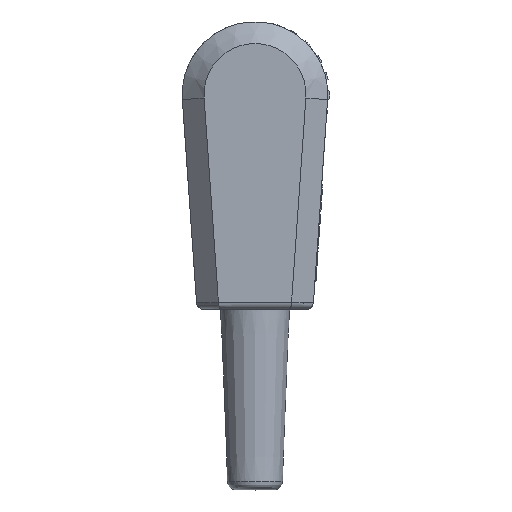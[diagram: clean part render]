
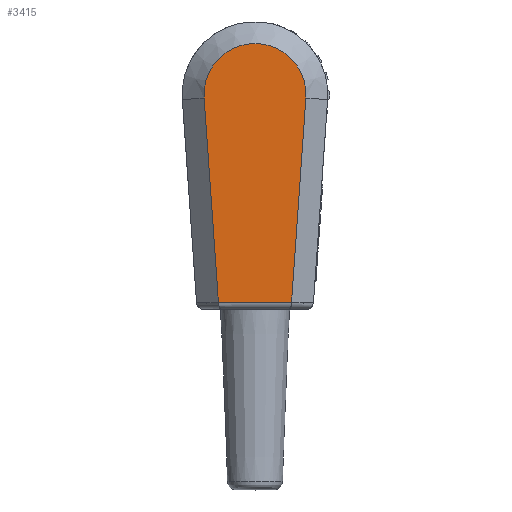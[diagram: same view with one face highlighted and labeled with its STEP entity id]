
A CAD part, top view. The second image highlights one B-rep face of the part: STEP entity #3415.
In plain terms, the highlighted planar face has unit normal (0, 0, 1).
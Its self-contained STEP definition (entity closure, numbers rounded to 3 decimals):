
#2615=CIRCLE('',#12246,7.);
#3415=ADVANCED_FACE('4-0-6',(#4269),#3796,.T.);
#3796=PLANE('',#12354);
#4269=FACE_OUTER_BOUND('',#4811,.T.);
#4811=EDGE_LOOP('',(#7273,#7274,#7275,#7276));
#7273=ORIENTED_EDGE('',*,*,#9970,.T.);
#7274=ORIENTED_EDGE('',*,*,#9971,.T.);
#7275=ORIENTED_EDGE('',*,*,#9785,.T.);
#7276=ORIENTED_EDGE('',*,*,#9969,.T.);
#8521=VERTEX_POINT('',#17958);
#8522=VERTEX_POINT('',#17960);
#8625=VERTEX_POINT('',#18403);
#8626=VERTEX_POINT('',#18407);
#9785=EDGE_CURVE('',#8522,#8521,#2615,.T.);
#9969=EDGE_CURVE('',#8521,#8625,#10773,.T.);
#9970=EDGE_CURVE('',#8625,#8626,#10774,.T.);
#9971=EDGE_CURVE('',#8626,#8522,#10775,.T.);
#10773=LINE('',#18404,#11460);
#10774=LINE('',#18406,#11461);
#10775=LINE('',#18408,#11462);
#11460=VECTOR('',#14748,1.);
#11461=VECTOR('',#14751,1.);
#11462=VECTOR('',#14752,1.);
#12246=AXIS2_PLACEMENT_3D('',#17959,#14383,#14384);
#12354=AXIS2_PLACEMENT_3D('',#18409,#14753,#14754);
#14383=DIRECTION('',(0.,0.,1.));
#14384=DIRECTION('',(0.998,-0.07,0.));
#14748=DIRECTION('',(0.07,-0.998,0.));
#14751=DIRECTION('',(1.,0.,0.));
#14752=DIRECTION('',(0.07,0.998,0.));
#14753=DIRECTION('',(0.,0.,1.));
#14754=DIRECTION('',(1.,0.,0.));
#17958=CARTESIAN_POINT('',(-6.983,21.662,17.925));
#17959=CARTESIAN_POINT('',(0.,22.15,17.925));
#17960=CARTESIAN_POINT('',(6.983,21.662,17.925));
#18403=CARTESIAN_POINT('',(-5.024,-6.35,17.925));
#18404=CARTESIAN_POINT('',(-6.983,21.662,17.925));
#18406=CARTESIAN_POINT('',(-5.024,-6.35,17.925));
#18407=CARTESIAN_POINT('',(5.024,-6.35,17.925));
#18408=CARTESIAN_POINT('',(5.024,-6.35,17.925));
#18409=CARTESIAN_POINT('',(-7.853,-9.325,17.925));
